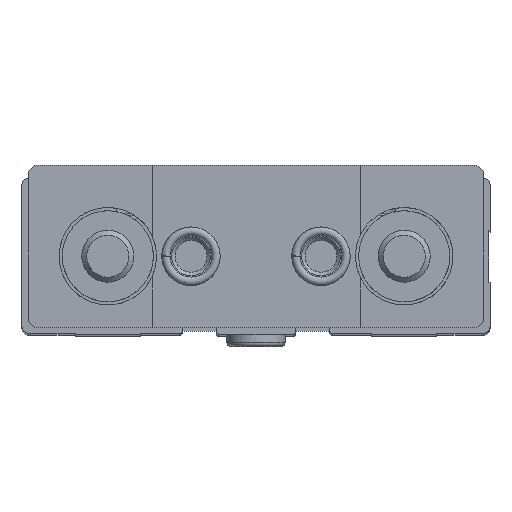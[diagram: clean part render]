
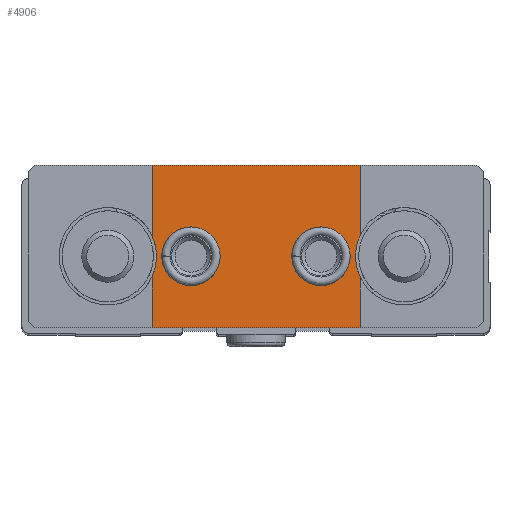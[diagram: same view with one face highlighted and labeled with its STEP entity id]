
A CAD part, top view. The second image highlights one B-rep face of the part: STEP entity #4906.
In plain terms, the highlighted planar face has unit normal (0, 0, 1).
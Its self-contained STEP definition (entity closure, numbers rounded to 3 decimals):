
#501=LINE('',#8104,#831);
#503=LINE('',#8108,#833);
#511=LINE('',#8155,#841);
#513=LINE('',#8159,#843);
#549=LINE('',#8271,#879);
#557=LINE('',#8285,#887);
#831=VECTOR('',#6565,1000.);
#833=VECTOR('',#6569,1000.);
#841=VECTOR('',#6587,1000.);
#843=VECTOR('',#6591,1000.);
#879=VECTOR('',#6671,1000.);
#887=VECTOR('',#6683,1000.);
#1801=ORIENTED_EDGE('',*,*,#2705,.F.);
#1802=ORIENTED_EDGE('',*,*,#2706,.F.);
#1803=ORIENTED_EDGE('',*,*,#2610,.T.);
#1804=ORIENTED_EDGE('',*,*,#2707,.T.);
#1805=ORIENTED_EDGE('',*,*,#2612,.T.);
#1806=ORIENTED_EDGE('',*,*,#2686,.T.);
#1807=ORIENTED_EDGE('',*,*,#2626,.T.);
#1808=ORIENTED_EDGE('',*,*,#2708,.T.);
#1809=ORIENTED_EDGE('',*,*,#2628,.T.);
#1810=ORIENTED_EDGE('',*,*,#2678,.T.);
#2610=EDGE_CURVE('',#3171,#3170,#501,.T.);
#2612=EDGE_CURVE('',#3172,#3173,#503,.T.);
#2626=EDGE_CURVE('',#3186,#3185,#511,.T.);
#2628=EDGE_CURVE('',#3187,#3188,#513,.T.);
#2678=EDGE_CURVE('',#3188,#3171,#549,.T.);
#2686=EDGE_CURVE('',#3173,#3186,#557,.T.);
#2705=EDGE_CURVE('',#3231,#3231,#3511,.T.);
#2706=EDGE_CURVE('',#3232,#3232,#3512,.T.);
#2707=EDGE_CURVE('',#3170,#3172,#3513,.F.);
#2708=EDGE_CURVE('',#3185,#3187,#3514,.F.);
#3170=VERTEX_POINT('',#8103);
#3171=VERTEX_POINT('',#8105);
#3172=VERTEX_POINT('',#8109);
#3173=VERTEX_POINT('',#8110);
#3185=VERTEX_POINT('',#8154);
#3186=VERTEX_POINT('',#8156);
#3187=VERTEX_POINT('',#8160);
#3188=VERTEX_POINT('',#8161);
#3231=VERTEX_POINT('',#8316);
#3232=VERTEX_POINT('',#8318);
#3511=CIRCLE('',#5465,4.5);
#3512=CIRCLE('',#5466,4.5);
#3513=CIRCLE('',#5467,7.5);
#3514=CIRCLE('',#5468,7.5);
#3876=EDGE_LOOP('',(#1801));
#3877=EDGE_LOOP('',(#1802));
#3878=EDGE_LOOP('',(#1803,#1804,#1805,#1806,#1807,#1808,#1809,#1810));
#4366=FACE_BOUND('',#3876,.T.);
#4367=FACE_BOUND('',#3877,.T.);
#4368=FACE_BOUND('',#3878,.T.);
#4654=PLANE('',#5464);
#4906=ADVANCED_FACE('',(#4366,#4367,#4368),#4654,.T.);
#5464=AXIS2_PLACEMENT_3D('',#8314,#6715,#6716);
#5465=AXIS2_PLACEMENT_3D('',#8315,#6717,#6718);
#5466=AXIS2_PLACEMENT_3D('',#8317,#6719,#6720);
#5467=AXIS2_PLACEMENT_3D('',#8319,#6721,#6722);
#5468=AXIS2_PLACEMENT_3D('',#8320,#6723,#6724);
#6565=DIRECTION('',(0.,-1.,0.));
#6569=DIRECTION('',(0.,-1.,0.));
#6587=DIRECTION('',(0.,1.,0.));
#6591=DIRECTION('',(0.,1.,0.));
#6671=DIRECTION('',(-1.,0.,0.));
#6683=DIRECTION('',(1.,0.,0.));
#6715=DIRECTION('',(0.,0.,1.));
#6716=DIRECTION('',(1.,0.,0.));
#6717=DIRECTION('',(0.,0.,1.));
#6718=DIRECTION('',(1.,0.,0.));
#6719=DIRECTION('',(0.,0.,1.));
#6720=DIRECTION('',(1.,0.,0.));
#6721=DIRECTION('',(0.,0.,1.));
#6722=DIRECTION('',(1.,0.,0.));
#6723=DIRECTION('',(0.,0.,1.));
#6724=DIRECTION('',(1.,0.,0.));
#8103=CARTESIAN_POINT('',(-16.,3.164,22.));
#8104=CARTESIAN_POINT('',(-16.,0.,22.));
#8105=CARTESIAN_POINT('',(-16.,14.,22.));
#8108=CARTESIAN_POINT('',(-16.,0.,22.));
#8109=CARTESIAN_POINT('',(-16.,-3.164,22.));
#8110=CARTESIAN_POINT('',(-16.,-11.,22.));
#8154=CARTESIAN_POINT('',(16.,-3.164,22.));
#8155=CARTESIAN_POINT('',(16.,0.,22.));
#8156=CARTESIAN_POINT('',(16.,-11.,22.));
#8159=CARTESIAN_POINT('',(16.,0.,22.));
#8160=CARTESIAN_POINT('',(16.,3.164,22.));
#8161=CARTESIAN_POINT('',(16.,14.,22.));
#8271=CARTESIAN_POINT('',(35.,14.,22.));
#8285=CARTESIAN_POINT('',(-35.,-11.,22.));
#8314=CARTESIAN_POINT('',(0.,0.,22.));
#8315=CARTESIAN_POINT('',(-10.,0.,22.));
#8316=CARTESIAN_POINT('',(-5.5,0.,22.));
#8317=CARTESIAN_POINT('',(10.,0.,22.));
#8318=CARTESIAN_POINT('',(14.5,0.,22.));
#8319=CARTESIAN_POINT('',(-22.8,0.,22.));
#8320=CARTESIAN_POINT('',(22.8,0.,22.));
